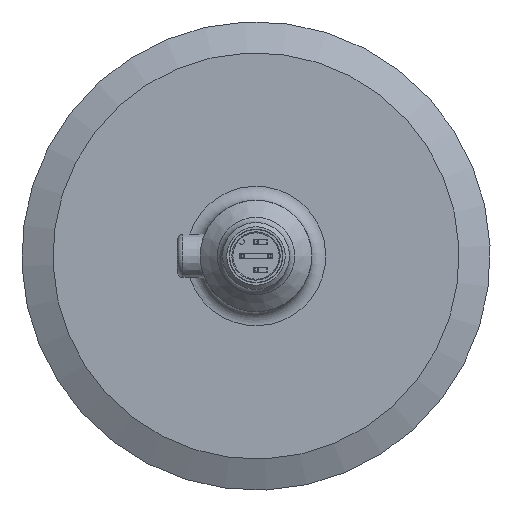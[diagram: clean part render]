
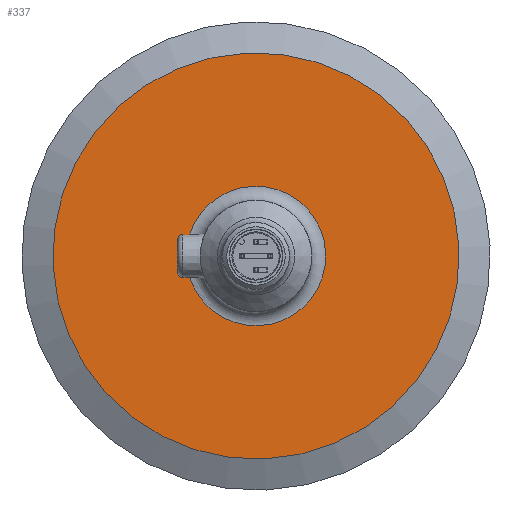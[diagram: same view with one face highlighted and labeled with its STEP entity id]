
A CAD part, left-side view. The second image highlights one B-rep face of the part: STEP entity #337.
In plain terms, the highlighted planar face has unit normal (-1, 0, 0).
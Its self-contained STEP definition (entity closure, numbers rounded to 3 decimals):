
#337 = ADVANCED_FACE( '', ( #718, #719 ), #720, .F. );
#718 = FACE_BOUND( '', #1108, .T. );
#719 = FACE_OUTER_BOUND( '', #1109, .T. );
#720 = PLANE( '', #1110 );
#1108 = EDGE_LOOP( '', ( #1989 ) );
#1109 = EDGE_LOOP( '', ( #1990 ) );
#1110 = AXIS2_PLACEMENT_3D( '', #1991, #1992, #1993 );
#1989 = ORIENTED_EDGE( '', *, *, #2371, .F. );
#1990 = ORIENTED_EDGE( '', *, *, #2483, .T. );
#1991 = CARTESIAN_POINT( '', ( -17., 33.652, -13.939 ) );
#1992 = DIRECTION( '', ( 1., 0., 0. ) );
#1993 = DIRECTION( '', ( 0., -0.383, -0.924 ) );
#2371 = EDGE_CURVE( '', #2896, #2896, #2897, .T. );
#2483 = EDGE_CURVE( '', #3036, #3036, #3037, .T. );
#2896 = VERTEX_POINT( '', #3632 );
#2897 = CIRCLE( '', #3633, 12.5 );
#3036 = VERTEX_POINT( '', #3820 );
#3037 = CIRCLE( '', #3821, 36.424 );
#3632 = CARTESIAN_POINT( '', ( -17., 4.784, 11.548 ) );
#3633 = AXIS2_PLACEMENT_3D( '', #4157, #4158, #4159 );
#3820 = CARTESIAN_POINT( '', ( -17., 13.939, 33.652 ) );
#3821 = AXIS2_PLACEMENT_3D( '', #4265, #4266, #4267 );
#4157 = CARTESIAN_POINT( '', ( -17., 0., 0. ) );
#4158 = DIRECTION( '', ( -1., 0., 0. ) );
#4159 = DIRECTION( '', ( 0., 0.383, 0.924 ) );
#4265 = CARTESIAN_POINT( '', ( -17., 0., 0. ) );
#4266 = DIRECTION( '', ( -1., 0., 0. ) );
#4267 = DIRECTION( '', ( 0., 0.383, 0.924 ) );
